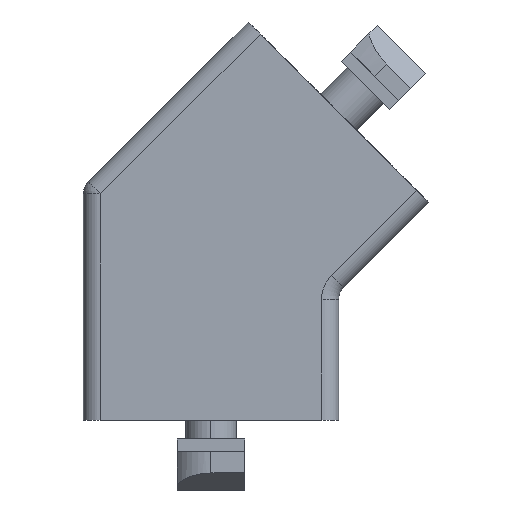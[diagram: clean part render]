
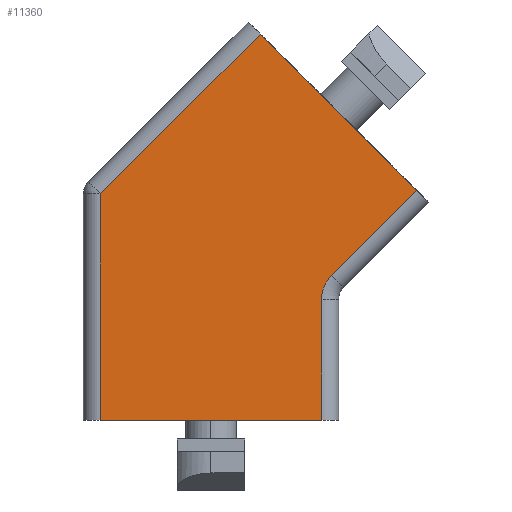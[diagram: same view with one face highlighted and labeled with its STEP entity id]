
A CAD part, left-side view. The second image highlights one B-rep face of the part: STEP entity #11360.
In plain terms, the highlighted planar face has unit normal (-1, 0, 0).
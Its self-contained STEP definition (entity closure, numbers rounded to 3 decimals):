
#22 = DIRECTION ( 'NONE',  ( -1., 0., 0. ) ) ;
#38 = CARTESIAN_POINT ( 'NONE',  ( -15., 13., 64.251 ) ) ;
#112 = ORIENTED_EDGE ( 'NONE', *, *, #2357, .T. ) ;
#127 = DIRECTION ( 'NONE',  ( 0., 0., -1. ) ) ;
#449 = VERTEX_POINT ( 'NONE', #5326 ) ;
#642 = EDGE_CURVE ( 'NONE', #8844, #6381, #13326, .T. ) ;
#847 = VECTOR ( 'NONE', #127, 1000. ) ;
#879 = DIRECTION ( 'NONE',  ( 0., -0.707, 0.707 ) ) ;
#915 = VECTOR ( 'NONE', #879, 1000. ) ;
#1042 = CARTESIAN_POINT ( 'NONE',  ( -15., -17., 14.172 ) ) ;
#2129 = PLANE ( 'NONE',  #12800 ) ;
#2168 = EDGE_LOOP ( 'NONE', ( #112, #8645, #10747, #11575, #7519, #6603, #11174 ) ) ;
#2323 = VECTOR ( 'NONE', #8314, 1000. ) ;
#2357 = EDGE_CURVE ( 'NONE', #2845, #12510, #10819, .T. ) ;
#2845 = VERTEX_POINT ( 'NONE', #12341 ) ;
#3085 = CARTESIAN_POINT ( 'NONE',  ( -15., 13., 0. ) ) ;
#3295 = VECTOR ( 'NONE', #9207, 1000. ) ;
#3420 = CARTESIAN_POINT ( 'NONE',  ( -15., -13., 0. ) ) ;
#4394 = VERTEX_POINT ( 'NONE', #6291 ) ;
#4786 = EDGE_CURVE ( 'NONE', #12510, #4883, #12307, .T. ) ;
#4883 = VERTEX_POINT ( 'NONE', #3420 ) ;
#5279 = LINE ( 'NONE', #5374, #12996 ) ;
#5326 = CARTESIAN_POINT ( 'NONE',  ( -15., -5.788, 45.386 ) ) ;
#5374 = CARTESIAN_POINT ( 'NONE',  ( -15., -13., -7.564 ) ) ;
#5405 = AXIS2_PLACEMENT_3D ( 'NONE', #1042, #12482, #8223 ) ;
#5467 = FACE_OUTER_BOUND ( 'NONE', #2168, .T. ) ;
#5529 = CIRCLE ( 'NONE', #5405, 4. ) ;
#6181 = CARTESIAN_POINT ( 'NONE',  ( -15., 0., 0. ) ) ;
#6241 = EDGE_CURVE ( 'NONE', #8844, #4394, #5529, .T. ) ;
#6291 = CARTESIAN_POINT ( 'NONE',  ( -15., -13., 14.172 ) ) ;
#6381 = VERTEX_POINT ( 'NONE', #8515 ) ;
#6603 = ORIENTED_EDGE ( 'NONE', *, *, #7709, .T. ) ;
#6621 = CARTESIAN_POINT ( 'NONE',  ( -15., -15.531, 55.129 ) ) ;
#7268 = EDGE_CURVE ( 'NONE', #449, #2845, #8269, .T. ) ;
#7519 = ORIENTED_EDGE ( 'NONE', *, *, #642, .T. ) ;
#7709 = EDGE_CURVE ( 'NONE', #6381, #449, #11323, .T. ) ;
#7936 = VECTOR ( 'NONE', #12726, 1000. ) ;
#8182 = CARTESIAN_POINT ( 'NONE',  ( -15., -25.587, 25.587 ) ) ;
#8188 = CARTESIAN_POINT ( 'NONE',  ( -15., 15.044, -12.216 ) ) ;
#8223 = DIRECTION ( 'NONE',  ( 0., -1., 0. ) ) ;
#8269 = LINE ( 'NONE', #6621, #7936 ) ;
#8314 = DIRECTION ( 'NONE',  ( 0., 0.707, 0.707 ) ) ;
#8515 = CARTESIAN_POINT ( 'NONE',  ( -15., -24.173, 27.001 ) ) ;
#8645 = ORIENTED_EDGE ( 'NONE', *, *, #4786, .T. ) ;
#8844 = VERTEX_POINT ( 'NONE', #12747 ) ;
#9207 = DIRECTION ( 'NONE',  ( 0., -1., 0. ) ) ;
#9308 = CARTESIAN_POINT ( 'NONE',  ( -15., 7.5, 0. ) ) ;
#10747 = ORIENTED_EDGE ( 'NONE', *, *, #12626, .T. ) ;
#10819 = LINE ( 'NONE', #38, #847 ) ;
#11174 = ORIENTED_EDGE ( 'NONE', *, *, #7268, .T. ) ;
#11323 = LINE ( 'NONE', #8182, #2323 ) ;
#11360 = ADVANCED_FACE ( 'NONE', ( #5467 ), #2129, .T. ) ;
#11575 = ORIENTED_EDGE ( 'NONE', *, *, #6241, .F. ) ;
#12224 = DIRECTION ( 'NONE',  ( 0., -1., 0. ) ) ;
#12307 = LINE ( 'NONE', #9308, #3295 ) ;
#12341 = CARTESIAN_POINT ( 'NONE',  ( -15., 13., 26.598 ) ) ;
#12482 = DIRECTION ( 'NONE',  ( -1., 0., 0. ) ) ;
#12510 = VERTEX_POINT ( 'NONE', #3085 ) ;
#12626 = EDGE_CURVE ( 'NONE', #4883, #4394, #5279, .T. ) ;
#12666 = DIRECTION ( 'NONE',  ( 0., 0., 1. ) ) ;
#12726 = DIRECTION ( 'NONE',  ( 0., 0.707, -0.707 ) ) ;
#12747 = CARTESIAN_POINT ( 'NONE',  ( -15., -14.172, 17. ) ) ;
#12800 = AXIS2_PLACEMENT_3D ( 'NONE', #6181, #22, #12224 ) ;
#12996 = VECTOR ( 'NONE', #12666, 1000. ) ;
#13326 = LINE ( 'NONE', #8188, #915 ) ;
